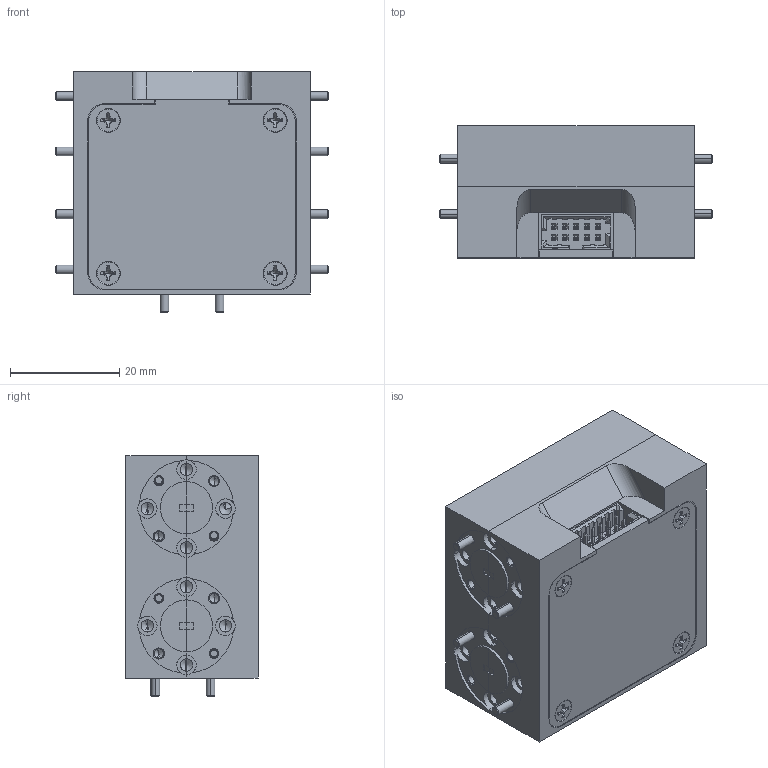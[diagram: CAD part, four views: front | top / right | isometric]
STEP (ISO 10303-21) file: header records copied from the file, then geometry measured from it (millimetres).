
FILE_DESCRIPTION (( 'STEP AP214' ), '1' );
FILE_NAME ('K4-RW-A-2, Defeatured.STEP', '2022-05-03T22:48:58', ( '' ), ( '' ), 'SwSTEP 2.0', 'SolidWorks 2021', '' );
FILE_SCHEMA (( 'AUTOMOTIVE_DESIGN' ));
Length unit declared in the file: inch
Products named in the file (1): K4-RW-A-2, Defeatured
Bounding box: 49.91 x 24.13 x 44.01 mm (x, y, z)
Volume: 39598 mm3; surface area: 19068.8 mm2
Topology: 18 solids, 20 shells, 1141 faces, 2953 edges, 1831 vertices
Faces by surface type: plane 613, cylinder 300, cone 218, bspline 10
Entity records: 49132 total; most frequent: CARTESIAN_POINT 7587, ORIENTED_EDGE 5726, DIRECTION 5679, EDGE_CURVE 2863, AXIS2_PLACEMENT_3D 1921, LINE 1837, VECTOR 1837, VERTEX_POINT 1831
